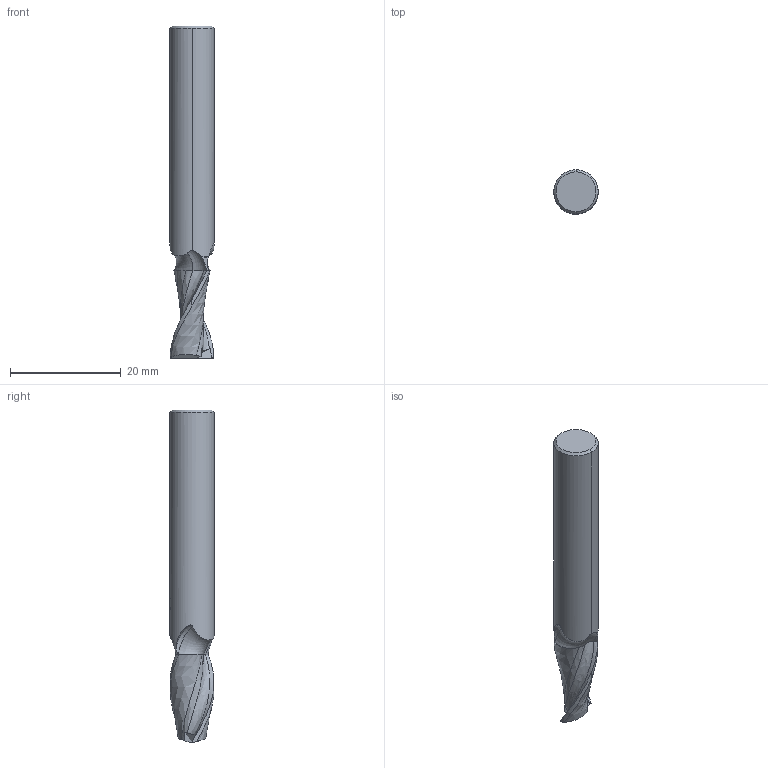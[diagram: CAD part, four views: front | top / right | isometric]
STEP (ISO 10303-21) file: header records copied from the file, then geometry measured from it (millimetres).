
FILE_DESCRIPTION(('no description'),'unknown implementation level');
FILE_NAME('solidM1sQmpbIEpx9t_u_1cVv2yOzav0_1.STP',' ',('CIM GmbH Aachen'),('CADClick - KiM GmbH - www.kimweb.de'),'unknown preprocess','ACIS','unknown authorization');
FILE_SCHEMA(('automotive_design'));
Length unit declared in the file: millimetre
Products named in the file (2): 1; 2
Bounding box: 8 x 8 x 60 mm (x, y, z)
Volume: 2501.7 mm3; surface area: 1553.3 mm2
Topology: 2 solids, 2 shells, 59 faces, 165 edges, 109 vertices
Faces by surface type: plane 22, cylinder 11, revolution 10, cone 8, bspline 8
Entity records: 6092 total; most frequent: CARTESIAN_POINT 2812, STYLED_ITEM 335, PRESENTATION_STYLE_ASSIGNMENT 335, COLOUR_RGB 335, ORIENTED_EDGE 330, DIRECTION 230, EDGE_CURVE 165, CURVE_STYLE 165
